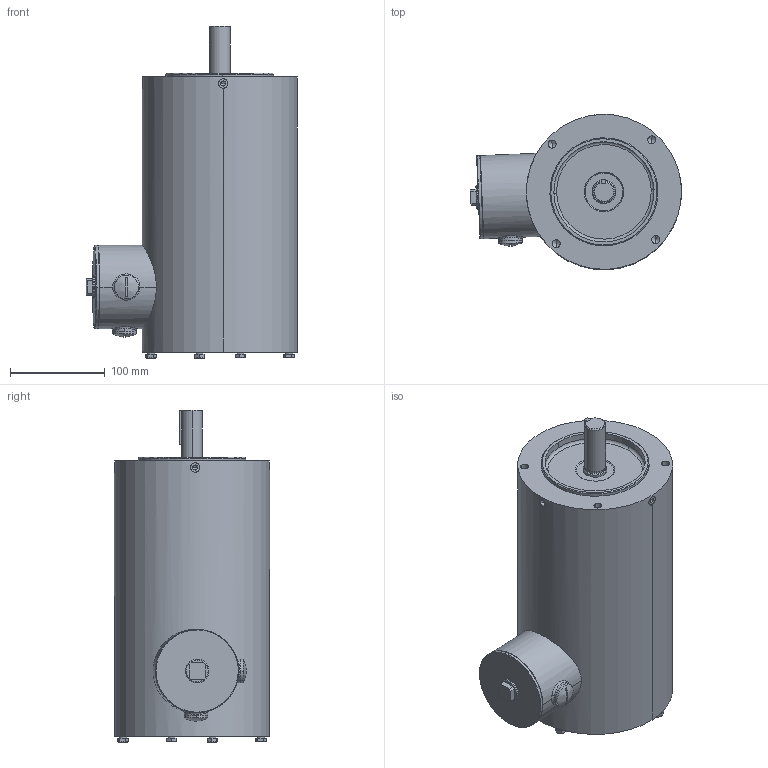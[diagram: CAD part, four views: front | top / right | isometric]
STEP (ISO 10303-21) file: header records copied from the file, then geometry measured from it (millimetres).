
FILE_DESCRIPTION (( 'STEP AP214' ), '1' );
FILE_NAME ('(MTSN-002-3BD18R-14) nc WITH -bolts redcmb1 coord fxt.STEP', '2022-04-12T11:21:45', ( '' ), ( '' ), 'SwSTEP 2.0', 'SolidWorks 2021', '' );
FILE_SCHEMA (( 'AUTOMOTIVE_DESIGN' ));
Length unit declared in the file: inch
Products named in the file (1): (MTSN-002-3BD18R-14) nc WITH -bolts redcmb1 coord fxt
Bounding box: 223.36 x 164.27 x 351.1 mm (x, y, z)
Volume: 857428.5 mm3; surface area: 495030.4 mm2
Topology: 6 solids, 6 shells, 606 faces, 1483 edges, 928 vertices
Faces by surface type: plane 222, cylinder 217, cone 85, bspline 44, torus 38
Entity records: 26505 total; most frequent: CARTESIAN_POINT 12617, ORIENTED_EDGE 2910, DIRECTION 2817, EDGE_CURVE 1455, AXIS2_PLACEMENT_3D 1123, VERTEX_POINT 928, EDGE_LOOP 681, FACE_OUTER_BOUND 606
